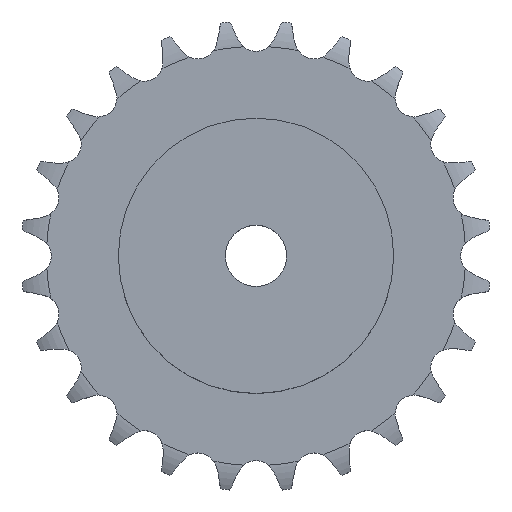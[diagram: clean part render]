
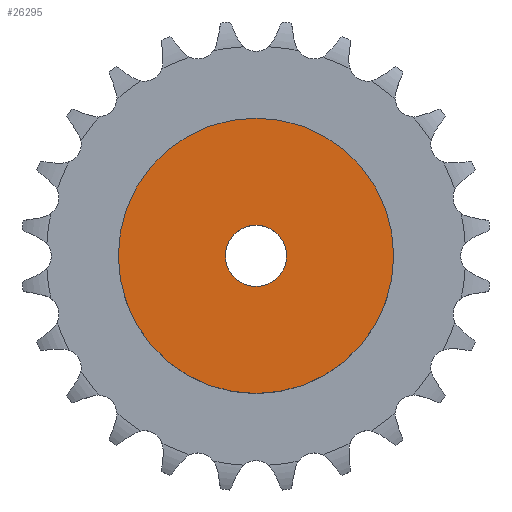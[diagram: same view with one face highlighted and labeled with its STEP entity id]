
A CAD part, top view. The second image highlights one B-rep face of the part: STEP entity #26295.
In plain terms, the highlighted planar face has unit normal (0, 0, 1).
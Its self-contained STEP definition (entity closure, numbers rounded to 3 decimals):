
#3297 = CYLINDRICAL_SURFACE('',#3298,45.);
#3298 = AXIS2_PLACEMENT_3D('',#3299,#3300,#3301);
#3299 = CARTESIAN_POINT('',(0.,0.,0.));
#3300 = DIRECTION('',(-0.,-0.,-1.));
#3301 = DIRECTION('',(1.,0.,0.));
#16646 = VERTEX_POINT('',#16647);
#16647 = CARTESIAN_POINT('',(45.,0.,40.));
#16668 = EDGE_CURVE('',#16646,#16646,#16669,.T.);
#16669 = SURFACE_CURVE('',#16670,(#16675,#16682),.PCURVE_S1.);
#16670 = CIRCLE('',#16671,45.);
#16671 = AXIS2_PLACEMENT_3D('',#16672,#16673,#16674);
#16672 = CARTESIAN_POINT('',(0.,0.,40.));
#16673 = DIRECTION('',(0.,0.,1.));
#16674 = DIRECTION('',(1.,0.,0.));
#16675 = PCURVE('',#3297,#16676);
#16676 = DEFINITIONAL_REPRESENTATION('',(#16677),#16681);
#16677 = LINE('',#16678,#16679);
#16678 = CARTESIAN_POINT('',(-0.,-40.));
#16679 = VECTOR('',#16680,1.);
#16680 = DIRECTION('',(-1.,0.));
#16681 = ( GEOMETRIC_REPRESENTATION_CONTEXT(2) 
PARAMETRIC_REPRESENTATION_CONTEXT() REPRESENTATION_CONTEXT('2D SPACE',''
  ) );
#16682 = PCURVE('',#16683,#16688);
#16683 = PLANE('',#16684);
#16684 = AXIS2_PLACEMENT_3D('',#16685,#16686,#16687);
#16685 = CARTESIAN_POINT('',(0.,0.,40.)
  );
#16686 = DIRECTION('',(0.,0.,1.));
#16687 = DIRECTION('',(1.,0.,0.));
#16688 = DEFINITIONAL_REPRESENTATION('',(#16689),#16693);
#16689 = CIRCLE('',#16690,45.);
#16690 = AXIS2_PLACEMENT_2D('',#16691,#16692);
#16691 = CARTESIAN_POINT('',(0.,0.));
#16692 = DIRECTION('',(1.,0.));
#16693 = ( GEOMETRIC_REPRESENTATION_CONTEXT(2) 
PARAMETRIC_REPRESENTATION_CONTEXT() REPRESENTATION_CONTEXT('2D SPACE',''
  ) );
#22397 = CYLINDRICAL_SURFACE('',#22398,10.);
#22398 = AXIS2_PLACEMENT_3D('',#22399,#22400,#22401);
#22399 = CARTESIAN_POINT('',(0.,0.,237.801));
#22400 = DIRECTION('',(0.,0.,1.));
#22401 = DIRECTION('',(1.,0.,0.));
#26295 = ADVANCED_FACE('',(#26296,#26299),#16683,.T.);
#26296 = FACE_BOUND('',#26297,.T.);
#26297 = EDGE_LOOP('',(#26298));
#26298 = ORIENTED_EDGE('',*,*,#16668,.T.);
#26299 = FACE_BOUND('',#26300,.T.);
#26300 = EDGE_LOOP('',(#26301));
#26301 = ORIENTED_EDGE('',*,*,#26302,.F.);
#26302 = EDGE_CURVE('',#26303,#26303,#26305,.T.);
#26303 = VERTEX_POINT('',#26304);
#26304 = CARTESIAN_POINT('',(10.,0.,40.));
#26305 = SURFACE_CURVE('',#26306,(#26311,#26318),.PCURVE_S1.);
#26306 = CIRCLE('',#26307,10.);
#26307 = AXIS2_PLACEMENT_3D('',#26308,#26309,#26310);
#26308 = CARTESIAN_POINT('',(0.,0.,40.));
#26309 = DIRECTION('',(0.,0.,1.));
#26310 = DIRECTION('',(1.,0.,0.));
#26311 = PCURVE('',#16683,#26312);
#26312 = DEFINITIONAL_REPRESENTATION('',(#26313),#26317);
#26313 = CIRCLE('',#26314,10.);
#26314 = AXIS2_PLACEMENT_2D('',#26315,#26316);
#26315 = CARTESIAN_POINT('',(0.,0.));
#26316 = DIRECTION('',(1.,0.));
#26317 = ( GEOMETRIC_REPRESENTATION_CONTEXT(2) 
PARAMETRIC_REPRESENTATION_CONTEXT() REPRESENTATION_CONTEXT('2D SPACE',''
  ) );
#26318 = PCURVE('',#22397,#26319);
#26319 = DEFINITIONAL_REPRESENTATION('',(#26320),#26324);
#26320 = LINE('',#26321,#26322);
#26321 = CARTESIAN_POINT('',(0.,-197.801));
#26322 = VECTOR('',#26323,1.);
#26323 = DIRECTION('',(1.,0.));
#26324 = ( GEOMETRIC_REPRESENTATION_CONTEXT(2) 
PARAMETRIC_REPRESENTATION_CONTEXT() REPRESENTATION_CONTEXT('2D SPACE',''
  ) );
